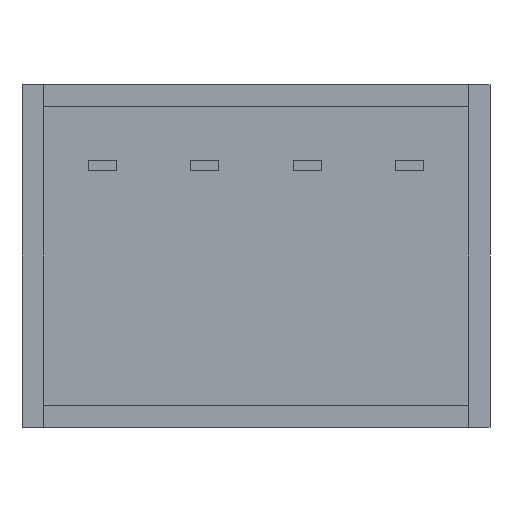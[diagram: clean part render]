
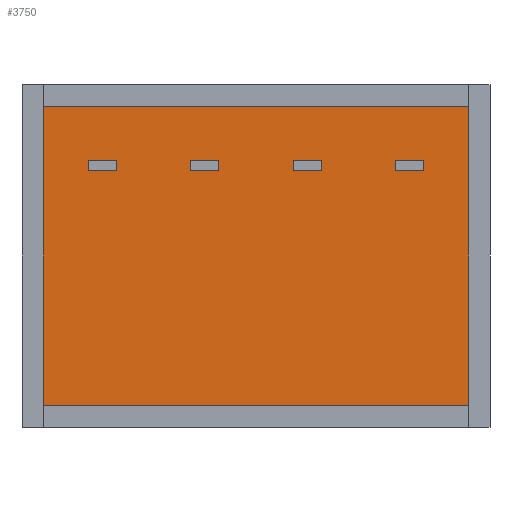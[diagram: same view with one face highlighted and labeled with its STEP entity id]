
A CAD part, front view. The second image highlights one B-rep face of the part: STEP entity #3750.
In plain terms, the highlighted planar face has unit normal (0, -1, 0).
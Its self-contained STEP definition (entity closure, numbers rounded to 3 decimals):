
#3618 = EDGE_CURVE('',#3619,#3621,#3623,.T.);
#3619 = VERTEX_POINT('',#3620);
#3620 = CARTESIAN_POINT('',(-5.275,0.,-3.7));
#3621 = VERTEX_POINT('',#3622);
#3622 = CARTESIAN_POINT('',(-5.275,0.,3.7));
#3623 = LINE('',#3624,#3625);
#3624 = CARTESIAN_POINT('',(-5.275,0.,1.85));
#3625 = VECTOR('',#3626,1.);
#3626 = DIRECTION('',(0.,0.,1.));
#3658 = EDGE_CURVE('',#3621,#3659,#3661,.T.);
#3659 = VERTEX_POINT('',#3660);
#3660 = CARTESIAN_POINT('',(5.275,0.,3.7));
#3661 = LINE('',#3662,#3663);
#3662 = CARTESIAN_POINT('',(2.638,0.,3.7));
#3663 = VECTOR('',#3664,1.);
#3664 = DIRECTION('',(1.,0.,0.));
#3689 = EDGE_CURVE('',#3659,#3690,#3692,.T.);
#3690 = VERTEX_POINT('',#3691);
#3691 = CARTESIAN_POINT('',(5.275,0.,-3.7));
#3692 = LINE('',#3693,#3694);
#3693 = CARTESIAN_POINT('',(5.275,0.,-1.85));
#3694 = VECTOR('',#3695,1.);
#3695 = DIRECTION('',(0.,0.,-1.));
#3720 = EDGE_CURVE('',#3690,#3619,#3721,.T.);
#3721 = LINE('',#3722,#3723);
#3722 = CARTESIAN_POINT('',(-2.638,0.,-3.7));
#3723 = VECTOR('',#3724,1.);
#3724 = DIRECTION('',(-1.,0.,0.));
#3750 = ADVANCED_FACE('',(#3751),#3757,.T.);
#3751 = FACE_BOUND('',#3752,.T.);
#3752 = EDGE_LOOP('',(#3753,#3754,#3755,#3756));
#3753 = ORIENTED_EDGE('',*,*,#3689,.F.);
#3754 = ORIENTED_EDGE('',*,*,#3658,.F.);
#3755 = ORIENTED_EDGE('',*,*,#3618,.F.);
#3756 = ORIENTED_EDGE('',*,*,#3720,.F.);
#3757 = PLANE('',#3758);
#3758 = AXIS2_PLACEMENT_3D('',#3759,#3760,#3761);
#3759 = CARTESIAN_POINT('',(0.,0.,0.)
  );
#3760 = DIRECTION('',(0.,-1.,0.));
#3761 = DIRECTION('',(0.,0.,-1.));
